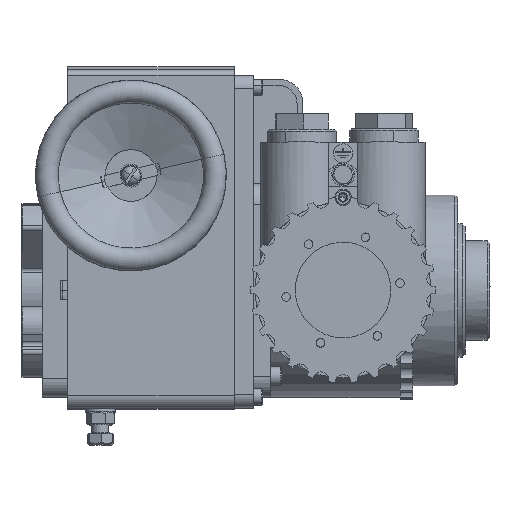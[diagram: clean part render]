
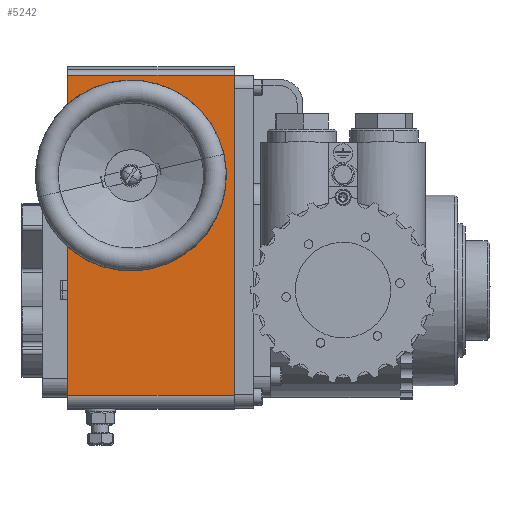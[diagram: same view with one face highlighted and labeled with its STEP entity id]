
A CAD part, top view. The second image highlights one B-rep face of the part: STEP entity #5242.
In plain terms, the highlighted planar face has unit normal (0, 0, 1).
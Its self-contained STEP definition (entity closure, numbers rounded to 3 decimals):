
#5242=ADVANCED_FACE('',(#6824,#6826),#6828,.T.);
#6824=FACE_BOUND('',#6825,.T.);
#6825=EDGE_LOOP('',(#18092,#18093,#18094));
#6826=FACE_OUTER_BOUND('',#6827,.T.);
#6827=EDGE_LOOP('',(#18095,#18096,#18097,#18098));
#6828=PLANE('',#6829);
#6829=AXIS2_PLACEMENT_3D('',#6830,#6831,#6832);
#6830=CARTESIAN_POINT('',(0.,-62.,63.));
#6831=DIRECTION('',(0.,0.,1.));
#6832=DIRECTION('',(0.,1.,0.));
#18092=ORIENTED_EDGE('',*,*,#25467,.T.);
#18093=ORIENTED_EDGE('',*,*,#25468,.T.);
#18094=ORIENTED_EDGE('',*,*,#25466,.T.);
#18095=ORIENTED_EDGE('',*,*,#25469,.F.);
#18096=ORIENTED_EDGE('',*,*,#25470,.T.);
#18097=ORIENTED_EDGE('',*,*,#25471,.T.);
#18098=ORIENTED_EDGE('',*,*,#25472,.F.);
#25466=EDGE_CURVE('',#29141,#29143,#29145,.F.);
#25467=EDGE_CURVE('',#29143,#29146,#29147,.F.);
#25468=EDGE_CURVE('',#29146,#29141,#29148,.F.);
#25469=EDGE_CURVE('',#29149,#29150,#29151,.T.);
#25470=EDGE_CURVE('',#29149,#29152,#29153,.T.);
#25471=EDGE_CURVE('',#29152,#29154,#29155,.T.);
#25472=EDGE_CURVE('',#29150,#29154,#29156,.T.);
#29141=VERTEX_POINT('',#35201);
#29143=VERTEX_POINT('',#35205);
#29145=(BOUNDED_CURVE()B_SPLINE_CURVE(3,
(#35209,#35210,#35211,#35212),
.UNSPECIFIED.,.F.,.F.)B_SPLINE_CURVE_WITH_KNOTS((4,4),
(0.,1.),
.UNSPECIFIED.)CURVE()GEOMETRIC_REPRESENTATION_ITEM()RATIONAL_B_SPLINE_CURVE((1.,
0.612,0.612,1.))REPRESENTATION_ITEM(''));
#29146=VERTEX_POINT('',#35213);
#29147=(BOUNDED_CURVE()B_SPLINE_CURVE(3,
(#35214,#35215,#35216,#35217),
.UNSPECIFIED.,.F.,.F.)B_SPLINE_CURVE_WITH_KNOTS((4,4),
(0.,1.),
.UNSPECIFIED.)CURVE()GEOMETRIC_REPRESENTATION_ITEM()RATIONAL_B_SPLINE_CURVE((1.,
0.504,0.504,1.))REPRESENTATION_ITEM(''));
#29148=(BOUNDED_CURVE()B_SPLINE_CURVE(3,
(#35218,#35219,#35220,#35221),
.UNSPECIFIED.,.F.,.F.)B_SPLINE_CURVE_WITH_KNOTS((4,4),
(0.,1.),
.UNSPECIFIED.)CURVE()GEOMETRIC_REPRESENTATION_ITEM()RATIONAL_B_SPLINE_CURVE((1.,
0.612,0.612,1.))REPRESENTATION_ITEM(''));
#29149=VERTEX_POINT('',#35222);
#29150=VERTEX_POINT('',#35223);
#29151=LINE('',#35224,#35225);
#29152=VERTEX_POINT('',#35227);
#29153=LINE('',#35228,#35229);
#29154=VERTEX_POINT('',#35231);
#29155=LINE('',#35232,#35233);
#29156=LINE('',#35235,#35236);
#35201=CARTESIAN_POINT('',(-51.78,46.177,63.));
#35205=CARTESIAN_POINT('',(-65.938,67.313,63.));
#35209=CARTESIAN_POINT('',(-65.938,67.313,63.));
#35210=CARTESIAN_POINT('',(-73.178,55.495,63.));
#35211=CARTESIAN_POINT('',(-65.465,43.98,63.));
#35212=CARTESIAN_POINT('',(-51.78,46.177,63.));
#35213=CARTESIAN_POINT('',(-44.952,70.683,63.));
#35214=CARTESIAN_POINT('',(-44.952,70.683,63.));
#35215=CARTESIAN_POINT('',(-50.656,83.546,63.));
#35216=CARTESIAN_POINT('',(-64.548,81.315,63.));
#35217=CARTESIAN_POINT('',(-65.938,67.313,63.));
#35218=CARTESIAN_POINT('',(-51.78,46.177,63.));
#35219=CARTESIAN_POINT('',(-38.096,48.375,63.));
#35220=CARTESIAN_POINT('',(-34.376,61.726,63.));
#35221=CARTESIAN_POINT('',(-44.952,70.683,63.));
#35222=CARTESIAN_POINT('',(0.,-55.,63.));
#35223=CARTESIAN_POINT('',(-87.,-55.,63.));
#35224=CARTESIAN_POINT('',(0.,-55.,63.));
#35225=VECTOR('',#35226,1.);
#35226=DIRECTION('',(-1.,0.,0.));
#35227=CARTESIAN_POINT('',(0.,112.5,63.));
#35228=CARTESIAN_POINT('',(0.,-55.,63.));
#35229=VECTOR('',#35230,1.);
#35230=DIRECTION('',(0.,1.,0.));
#35231=CARTESIAN_POINT('',(-87.,112.5,63.));
#35232=CARTESIAN_POINT('',(0.,112.5,63.));
#35233=VECTOR('',#35234,1.);
#35234=DIRECTION('',(-1.,0.,0.));
#35235=CARTESIAN_POINT('',(-87.,-55.,63.));
#35236=VECTOR('',#35237,1.);
#35237=DIRECTION('',(0.,1.,0.));
